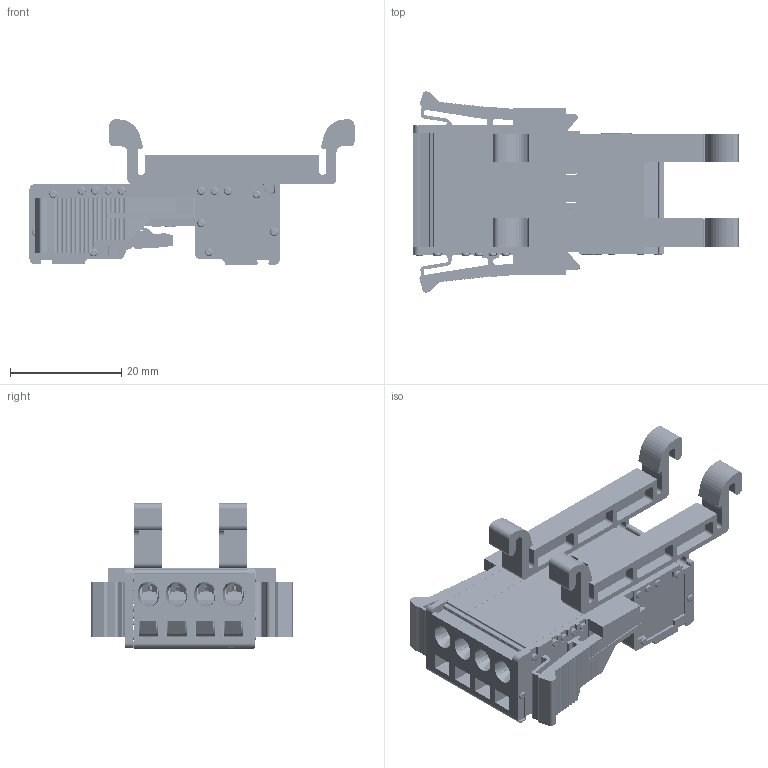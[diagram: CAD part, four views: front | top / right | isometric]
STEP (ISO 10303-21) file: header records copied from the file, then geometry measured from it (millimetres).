
FILE_DESCRIPTION(/* description */ ('Unknown'),/* implementation_level */ '2;1');
FILE_NAME(/* name */ 'DPSC5_08_4W_3D_SOLID_MODEL',/* time_stamp */ '2025-08-07T15:10:23+06:00',/* author */ ('Unknown'),/* organization */ ('Unknown'),/* preprocessor_version */ 'ST-DEVELOPER v16.7',/* originating_system */ 'Solid Edge',/* authorisation */ 'Unknown');
FILE_SCHEMA (('AUTOMOTIVE_DESIGN {1 0 10303 214 3 1 1}'));
Products named in the file (1): DPSC5_08_4W_3D_SOLID_MODEL
Bounding box: 58.51 x 36.2 x 26.15 mm (x, y, z)
Volume: 10841.6 mm3; surface area: 20821.1 mm2
Topology: 1 solids, 89 shells, 6751 faces, 18603 edges, 12262 vertices
Faces by surface type: plane 4206, cylinder 1427, bspline 830, torus 170, cone 108, sphere 10
Full cylindrical faces by diameter (mm): 0.6 x19, 0.8 x32, 1.2 x8, 1.3 x119, 1.5 x16, 1.8 x2, 2.9 x4, 3.7 x4
Entity records: 280248 total; most frequent: CARTESIAN_POINT 67076, ORIENTED_EDGE 35824, DIRECTION 31003, EDGE_CURVE 17912, LINE 12633, VECTOR 12633, VERTEX_POINT 12067, AXIS2_PLACEMENT_3D 9185
